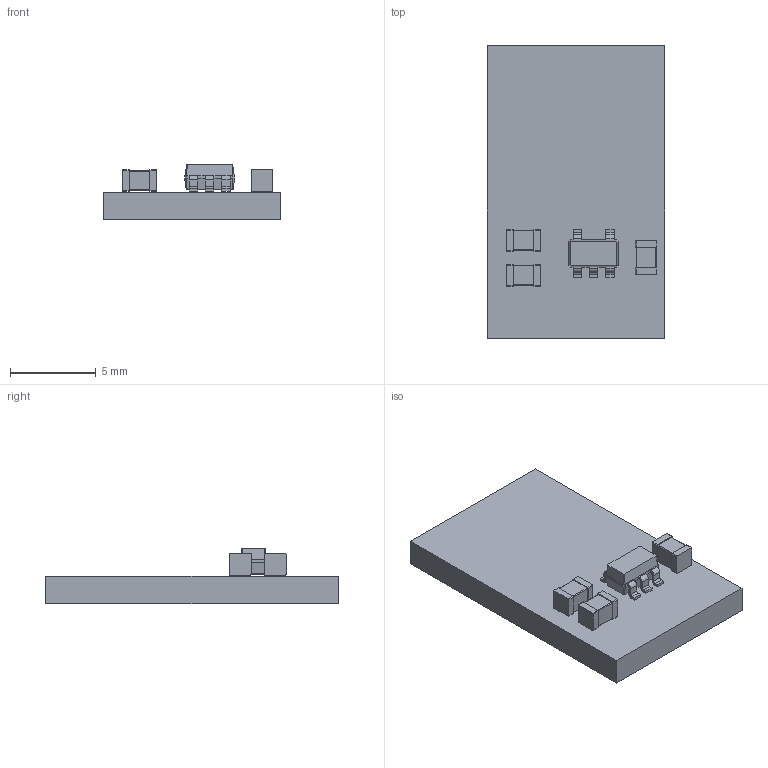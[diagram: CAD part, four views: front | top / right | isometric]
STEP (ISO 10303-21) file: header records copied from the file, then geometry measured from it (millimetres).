
FILE_DESCRIPTION(('KiCad electronic assembly'),'2;1');
FILE_NAME('watchy-scd40.step','2021-08-22T11:30:46',('An Author'),( 'A Company'),'Open CASCADE STEP processor 6.9', 'KiCad to STEP converter','Unknown');
FILE_SCHEMA(('AUTOMOTIVE_DESIGN { 1 0 10303 214 1 1 1 1 }'));
Length unit declared in the file: millimetre
Products named in the file (6): Open CASCADE STEP translator 6.9 1; C_0805_2012Metric; SOLID; SOT-23-5
Assembly tree (7 placements, depth 3):
  Open CASCADE STEP translator 6.9 1
    C_0805_2012Metric  x3
      SOLID
    SOT-23-5
      SOLID
    SOLID
Bounding box: 10.3 x 17 x 3.2 mm (x, y, z)
Volume: 295.3 mm3; surface area: 504.4 mm2
Topology: 5 solids, 5 shells, 199 faces, 505 edges, 322 vertices
Faces by surface type: plane 114, cylinder 56, bspline 29
Entity records: 10005 total; most frequent: CARTESIAN_POINT 1826, DIRECTION 1272, LINE 868, VECTOR 868, ORIENTED_EDGE 722, PCURVE 722, DEFINITIONAL_REPRESENTATION 722, EDGE_CURVE 361
